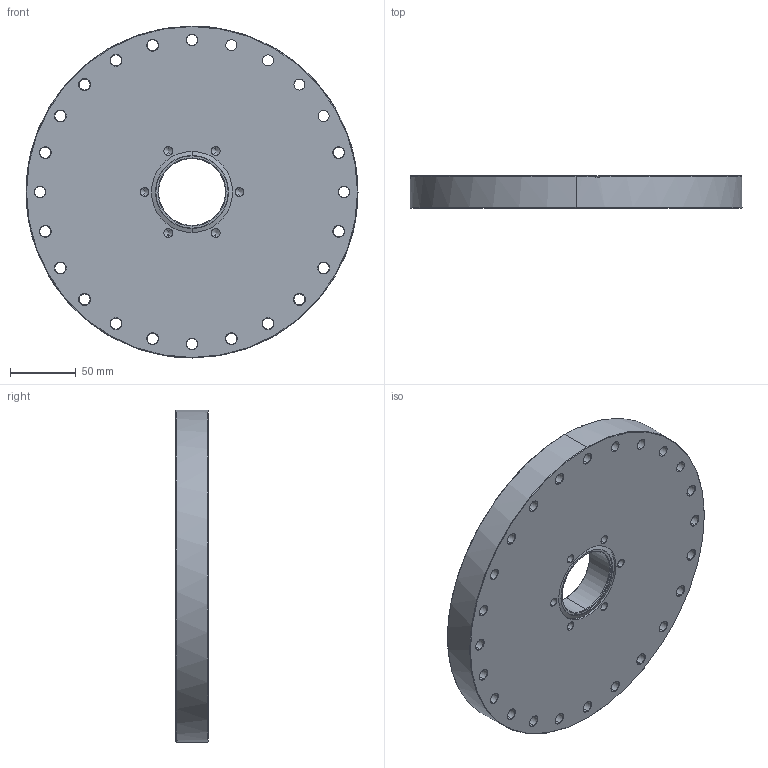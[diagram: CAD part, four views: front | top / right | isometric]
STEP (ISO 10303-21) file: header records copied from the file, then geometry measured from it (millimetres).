
FILE_DESCRIPTION (( 'STEP AP214' ), '1' );
FILE_NAME ('Hositrad_CFA200-50D.STEP', '2017-09-04T07:33:16', ( 'Gebruiker' ), ( '' ), 'SwSTEP 2.0', 'SolidWorks 2017', '' );
FILE_SCHEMA (( 'AUTOMOTIVE_DESIGN' ));
Length unit declared in the file: millimetre
Products named in the file (1): Hositrad_CFA200-50D
Bounding box: 253.2 x 24.6 x 253.2 mm (x, y, z)
Volume: 1106688.3 mm3; surface area: 136133.3 mm2
Topology: 1 solids, 1 shells, 188 faces, 448 edges, 257 vertices
Faces by surface type: cone 109, cylinder 68, plane 11
Entity records: 5603 total; most frequent: DIRECTION 1051, CARTESIAN_POINT 894, ORIENTED_EDGE 872, EDGE_CURVE 436, AXIS2_PLACEMENT_3D 430, VERTEX_POINT 257, EDGE_LOOP 245, CIRCLE 241
